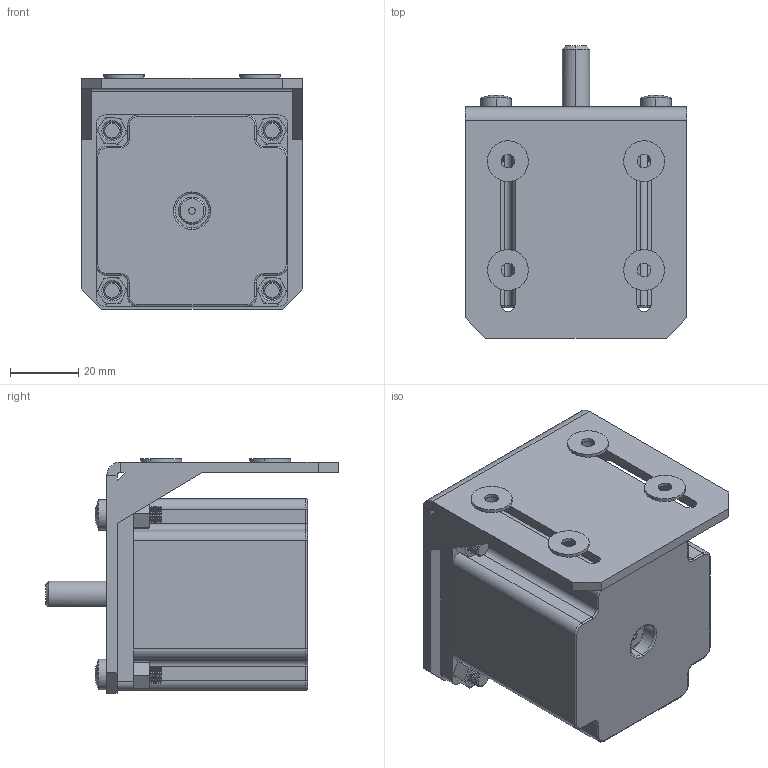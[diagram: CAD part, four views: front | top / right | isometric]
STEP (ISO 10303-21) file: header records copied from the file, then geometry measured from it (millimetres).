
FILE_DESCRIPTION (( 'STEP AP214' ), '1' );
FILE_NAME ('57BYG Stepper Motor With Bracket祭輛萇儂饜盓殤.step', '2016-10-28T07:03:38', ( 'dell' ), ( '' ), 'SwSTEP 2.0', 'SolidWorks 2013', '' );
FILE_SCHEMA (( 'AUTOMOTIVE_DESIGN' ));
Length unit declared in the file: millimetre
Products named in the file (1): 57BYG Stepper Motor With Bracket祭輛萇儂饜盓殤
Bounding box: 65 x 86.07 x 69 mm (x, y, z)
Volume: 186034.2 mm3; surface area: 40605.5 mm2
Topology: 14 solids, 14 shells, 1124 faces, 2455 edges, 1365 vertices
Faces by surface type: cone 566, cylinder 362, plane 174, torus 14, sphere 8
Entity records: 42854 total; most frequent: DIRECTION 5715, CARTESIAN_POINT 5325, ORIENTED_EDGE 4910, EDGE_CURVE 2455, AXIS2_PLACEMENT_3D 2249, VERTEX_POINT 1365, VECTOR 1217, LINE 1217
